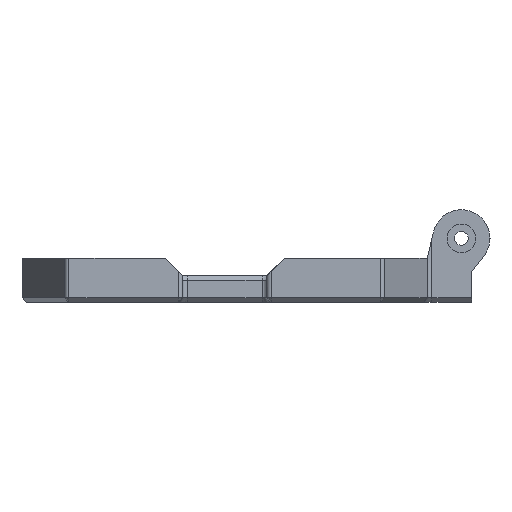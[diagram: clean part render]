
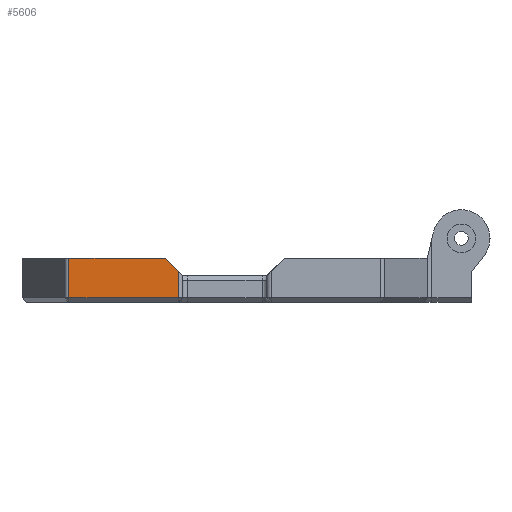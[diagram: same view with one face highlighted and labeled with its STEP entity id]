
A CAD part, left-side view. The second image highlights one B-rep face of the part: STEP entity #5606.
In plain terms, the highlighted planar face has unit normal (-1, 0, 0).
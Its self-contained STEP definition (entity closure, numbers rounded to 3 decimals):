
#474=FACE_OUTER_BOUND('',#805,.T.);
#805=EDGE_LOOP('',(#4537,#4538,#4539,#4540,#4541));
#1325=LINE('',#8713,#1994);
#1401=LINE('',#8929,#2070);
#1402=LINE('',#8933,#2071);
#1403=LINE('',#8935,#2072);
#1404=LINE('',#8936,#2073);
#1994=VECTOR('',#6982,10.);
#2070=VECTOR('',#7248,10.);
#2071=VECTOR('',#7253,10.);
#2072=VECTOR('',#7254,10.);
#2073=VECTOR('',#7255,10.);
#2597=VERTEX_POINT('',#8709);
#2598=VERTEX_POINT('',#8711);
#2643=VERTEX_POINT('',#8928);
#2644=VERTEX_POINT('',#8932);
#2645=VERTEX_POINT('',#8934);
#3232=EDGE_CURVE('',#2598,#2597,#1325,.T.);
#3341=EDGE_CURVE('',#2597,#2643,#1401,.T.);
#3343=EDGE_CURVE('',#2644,#2598,#1402,.T.);
#3344=EDGE_CURVE('',#2645,#2644,#1403,.T.);
#3345=EDGE_CURVE('',#2645,#2643,#1404,.T.);
#4537=ORIENTED_EDGE('',*,*,#3232,.F.);
#4538=ORIENTED_EDGE('',*,*,#3343,.F.);
#4539=ORIENTED_EDGE('',*,*,#3344,.F.);
#4540=ORIENTED_EDGE('',*,*,#3345,.T.);
#4541=ORIENTED_EDGE('',*,*,#3341,.F.);
#5301=PLANE('',#6031);
#5606=ADVANCED_FACE('',(#474),#5301,.T.);
#6031=AXIS2_PLACEMENT_3D('',#8931,#7251,#7252);
#6982=DIRECTION('',(0.,1.,0.));
#7248=DIRECTION('',(0.,0.,1.));
#7251=DIRECTION('center_axis',(-1.,0.,0.));
#7252=DIRECTION('ref_axis',(0.,0.,1.));
#7253=DIRECTION('',(0.,0.,-1.));
#7254=DIRECTION('',(0.,-0.707,-0.707));
#7255=DIRECTION('',(0.,1.,0.));
#8709=CARTESIAN_POINT('',(-56.45,69.042,-29.5));
#8711=CARTESIAN_POINT('',(-56.45,44.186,-29.5));
#8713=CARTESIAN_POINT('',(-56.45,56.686,-29.5));
#8928=CARTESIAN_POINT('',(-56.45,69.042,-20.5));
#8929=CARTESIAN_POINT('',(-56.45,69.042,-21.25));
#8931=CARTESIAN_POINT('Origin',(-56.45,33.686,-22.));
#8932=CARTESIAN_POINT('',(-56.45,44.186,-23.5));
#8933=CARTESIAN_POINT('',(-56.45,44.186,-21.25));
#8934=CARTESIAN_POINT('',(-56.45,47.186,-20.5));
#8935=CARTESIAN_POINT('',(-56.45,42.436,-25.25));
#8936=CARTESIAN_POINT('',(-56.45,-12.314,-20.5));
